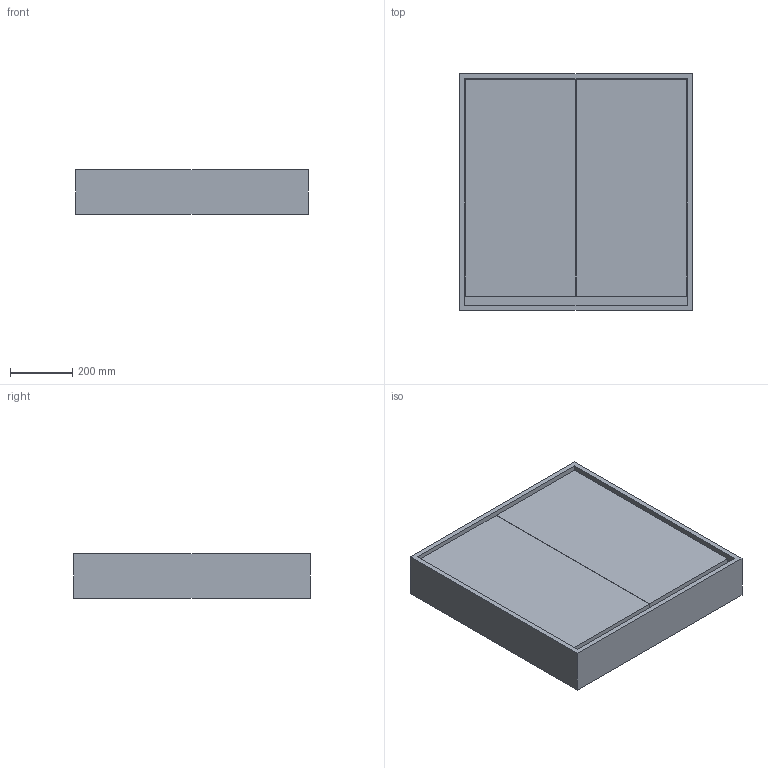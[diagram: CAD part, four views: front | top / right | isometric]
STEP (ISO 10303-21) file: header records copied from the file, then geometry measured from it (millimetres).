
FILE_DESCRIPTION (( 'STEP AP214' ), '1' );
FILE_NAME ('Kado Aspect 763H x 750W 2D.STEP', '2022-04-25T23:53:55', ( '' ), ( '' ), 'SwSTEP 2.0', 'SolidWorks 2018', '' );
FILE_SCHEMA (( 'AUTOMOTIVE_DESIGN' ));
Length unit declared in the file: millimetre
Products named in the file (1): Kado Aspect 763H x 750W 2D
Bounding box: 750 x 763 x 145 mm (x, y, z)
Volume: 26767200 mm3; surface area: 3283990.4 mm2
Topology: 5 solids, 5 shells, 44 faces, 96 edges, 64 vertices
Faces by surface type: plane 44
Entity records: 1276 total; most frequent: CARTESIAN_POINT 205, ORIENTED_EDGE 192, DIRECTION 186, LINE 96, VECTOR 96, EDGE_CURVE 96, VERTEX_POINT 64, EDGE_LOOP 48
